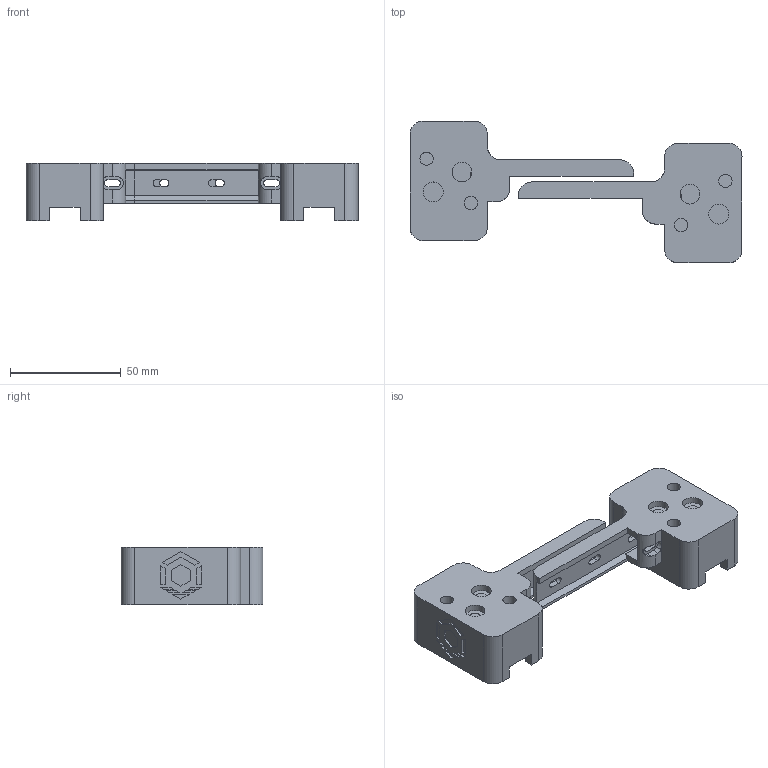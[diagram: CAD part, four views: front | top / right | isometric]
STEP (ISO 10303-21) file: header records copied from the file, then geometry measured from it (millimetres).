
FILE_DESCRIPTION(/* description */ (''),/* implementation_level */ '2;1');
FILE_NAME(/* name */ 'XY Bracket Bottoms V2.step',/* time_stamp */ '2020-10-02T20:35:03-05:00',/* author */ (''),/* organization */ (''),/* preprocessor_version */ 'ST-DEVELOPER v18.1',/* originating_system */ 'Autodesk Translation Framework v9.3.0.1241',/* authorisation */ '');
FILE_SCHEMA (('AUTOMOTIVE_DESIGN { 1 0 10303 214 3 1 1 }'));
Length unit declared in the file: millimetre
Products named in the file (3): XY Brackets; Left Bottom; Right Bottom
Assembly tree (2 placements, depth 2):
  XY Brackets
    Left Bottom
    Right Bottom
Bounding box: 150 x 64 x 26 mm (x, y, z)
Volume: 79118.5 mm3; surface area: 30711.5 mm2
Topology: 2 solids, 2 shells, 372 faces, 992 edges, 654 vertices
Faces by surface type: plane 292, cylinder 80
Full cylindrical faces by diameter (mm): 3.2 x4, 5 x4, 6 x4, 9 x4
Entity records: 11669 total; most frequent: CARTESIAN_POINT 2067, ORIENTED_EDGE 1984, DIRECTION 1932, EDGE_CURVE 992, LINE 802, VECTOR 802, VERTEX_POINT 654, AXIS2_PLACEMENT_3D 565
